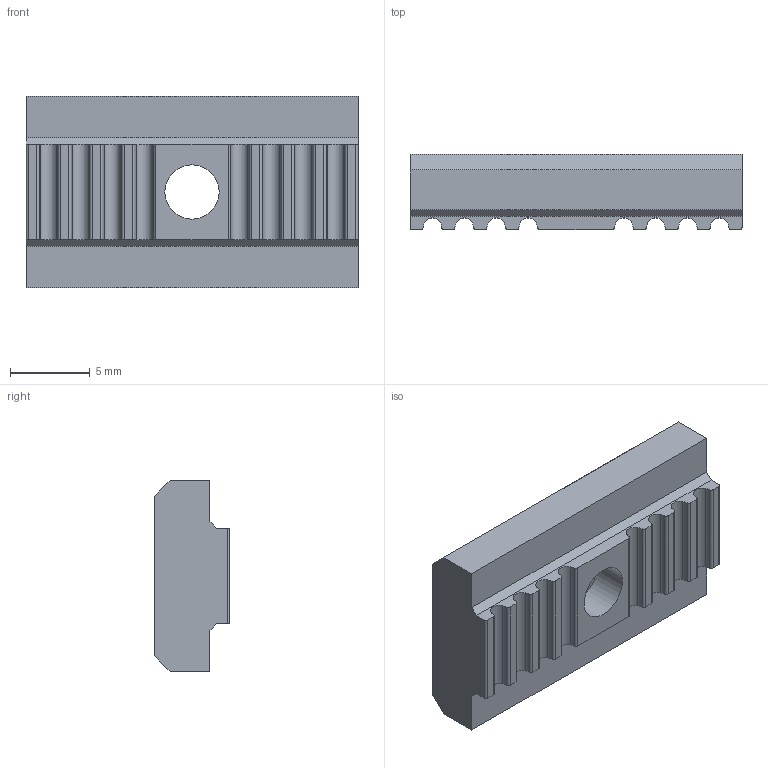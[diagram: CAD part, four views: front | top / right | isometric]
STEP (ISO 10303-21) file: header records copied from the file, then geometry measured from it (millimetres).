
FILE_DESCRIPTION(('FreeCAD Model'),'2;1');
FILE_NAME('belt_fix.step','2020-06-29T14:06:08',('Author'),(''), 'Open CASCADE STEP processor 7.3','FreeCAD','Unknown');
FILE_SCHEMA(('AUTOMOTIVE_DESIGN { 1 0 10303 214 1 1 1 1 }'));
Length unit declared in the file: millimetre
Products named in the file (1): ??????????_?????_-_?????????_???????_???_?????
Bounding box: 20.82 x 4.75 x 12 mm (x, y, z)
Volume: 890.6 mm3; surface area: 837.7 mm2
Topology: 1 solids, 1 shells, 78 faces, 219 edges, 144 vertices
Faces by surface type: cylinder 43, plane 35
Full cylindrical faces by diameter (mm): 3.4 x1
Entity records: 5525 total; most frequent: CARTESIAN_POINT 1102, DIRECTION 864, LINE 485, VECTOR 485, ORIENTED_EDGE 438, PCURVE 438, DEFINITIONAL_REPRESENTATION 438, EDGE_CURVE 219
